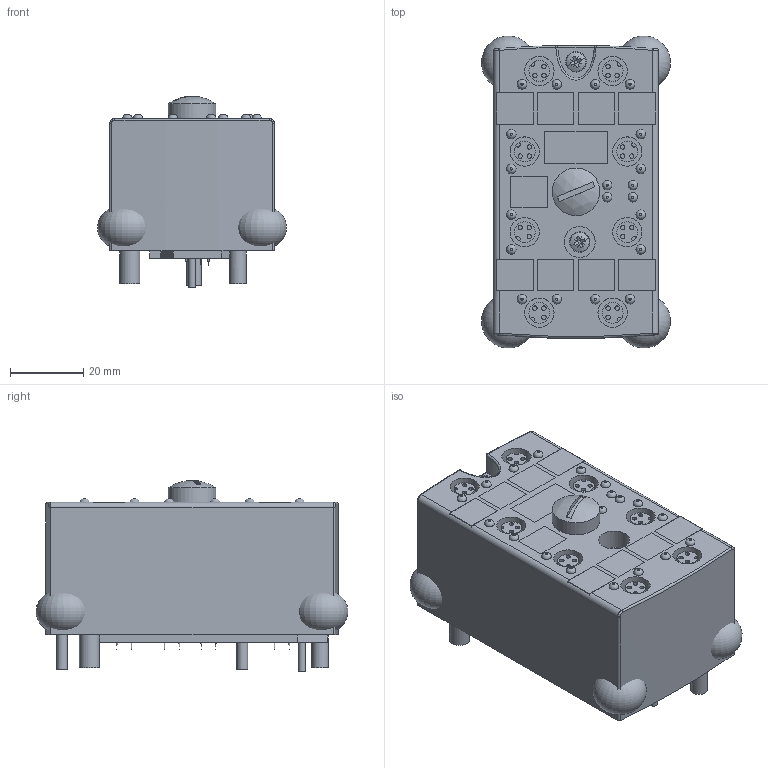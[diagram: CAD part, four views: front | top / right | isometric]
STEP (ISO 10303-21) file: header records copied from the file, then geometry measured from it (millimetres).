
FILE_DESCRIPTION(/* description */ ('Alibre Inc.'),/* implementation_level */ '2;1');
FILE_NAME(/* name */ 'export-1350462D-7EFF-4E39-9305-8B65635386C1',/* time_stamp */ '2018-12-10T15:07:07+01:00',/* author */ (''),/* organization */ (''),/* preprocessor_version */ 'ST-DEVELOPER v17',/* originating_system */ 'Alibre',/* authorisation */ '');
FILE_SCHEMA (('AUTOMOTIVE_DESIGN'));
Length unit declared in the file: centimetre
Products named in the file (9): BENE INOX | 210216-3X30; ID_1
Bounding box: 51.62 x 85.16 x 52.18 mm (x, y, z)
Volume: 136372.5 mm3; surface area: 34143.7 mm2
Topology: 46 solids, 48 shells, 806 faces, 1864 edges, 1224 vertices
Faces by surface type: plane 397, cylinder 285, cone 56, torus 52, sphere 8, bspline 7, extrusion 1
Full cylindrical faces by diameter (mm): 2 x1, 2.6 x40, 3 x6, 3.5 x2, 4.5 x1, 5.5 x1, 6 x4, 8 x9, 8.5 x1, 12 x2, 13 x1
Entity records: 11419 total; most frequent: CARTESIAN_POINT 3275, DIRECTION 1597, ORIENTED_EDGE 1436, EDGE_CURVE 718, AXIS2_PLACEMENT_3D 714, VERTEX_POINT 525, FACE_BOUND 485, EDGE_LOOP 469
